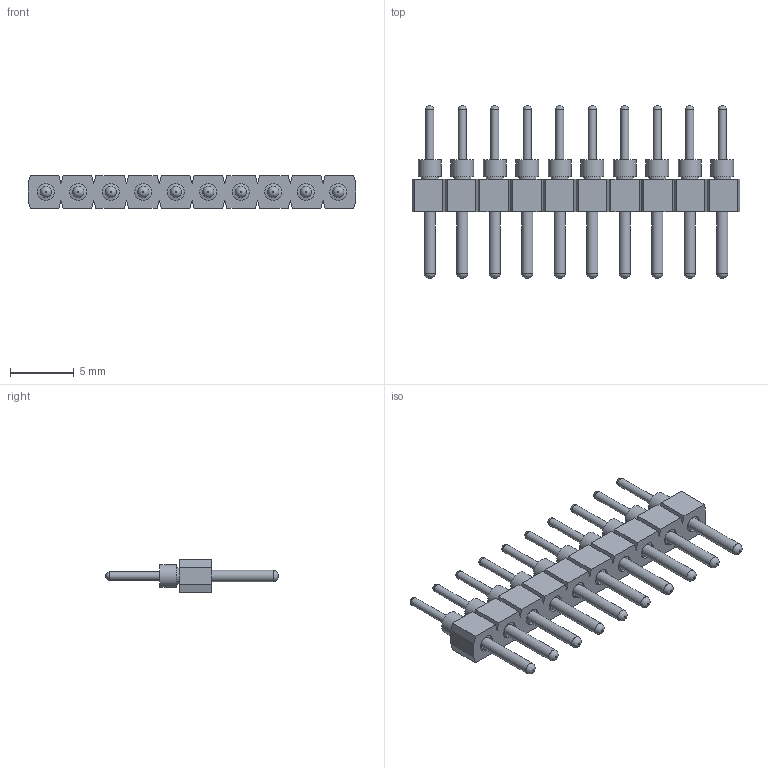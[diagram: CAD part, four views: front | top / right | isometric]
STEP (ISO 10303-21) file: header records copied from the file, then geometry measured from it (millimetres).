
FILE_DESCRIPTION(/* description */ ('STEP AP214'),/* implementation_level */ '2;1');
FILE_NAME(/* name */ 'TS-110-G-A-2',/* time_stamp */ '2024-10-11T09:17:01+02:00',/* author */ ('License CC BY-ND 4.0'),/* organization */ ('CADENAS'),/* preprocessor_version */ 'ST-DEVELOPER v19.3',/* originating_system */ 'PARTsolutions',/* authorisation */ ' ');
FILE_SCHEMA (('AUTOMOTIVE_DESIGN {1 0 10303 214 3 1 1}'));
Length unit declared in the file: inch
Products named in the file (3): TS-110-G-A-2; TS-110-G-A-2_socket; -101-G-A-2_pins
Assembly tree (11 placements, depth 2):
  TS-110-G-A-2
    TS-110-G-A-2_socket
    -101-G-A-2_pins  x10
Bounding box: 25.6 x 13.46 x 2.54 mm (x, y, z)
Volume: 230.8 mm3; surface area: 861.9 mm2
Topology: 11 solids, 11 shells, 234 faces, 496 edges, 324 vertices
Faces by surface type: plane 124, cylinder 70, cone 20, torus 20
Full cylindrical faces by diameter (mm): 0.635 x10, 0.889 x10, 1.321 x30, 1.778 x20
Entity records: 3230 total; most frequent: CARTESIAN_POINT 536, DIRECTION 532, ORIENTED_EDGE 478, EDGE_CURVE 239, LINE 186, VECTOR 186, VERTEX_POINT 177, AXIS2_PLACEMENT_3D 173
